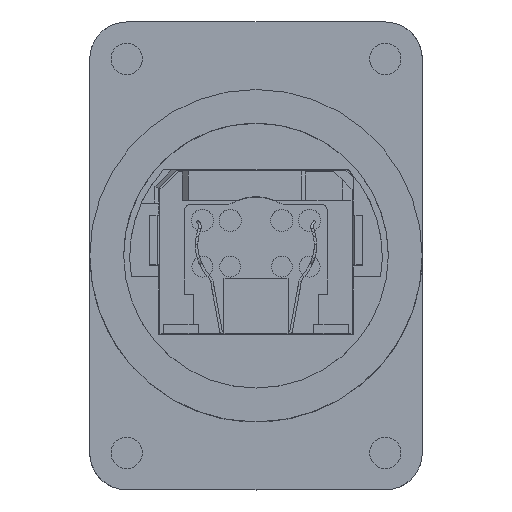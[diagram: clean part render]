
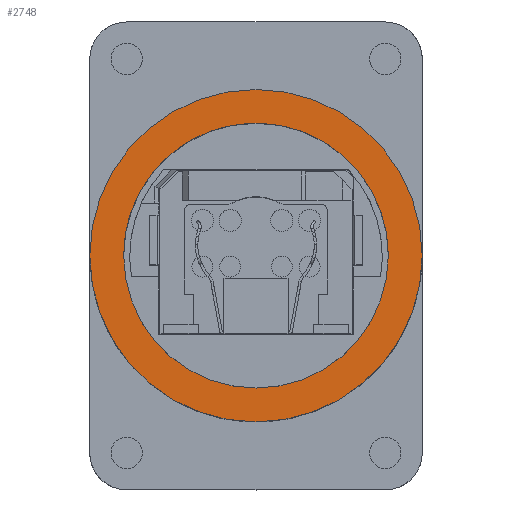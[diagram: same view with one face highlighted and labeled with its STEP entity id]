
A CAD part, top view. The second image highlights one B-rep face of the part: STEP entity #2748.
In plain terms, the highlighted planar face has unit normal (0, 0, 1).
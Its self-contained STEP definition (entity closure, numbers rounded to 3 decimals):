
#2317=AXIS2_PLACEMENT_3D('Circle Axis2P3D',#2315,#2316,$) ;
#2724=AXIS2_PLACEMENT_3D('Plane Axis2P3D',#2721,#2722,#2723) ;
#2728=AXIS2_PLACEMENT_3D('Circle Axis2P3D',#2726,#2727,$) ;
#2737=AXIS2_PLACEMENT_3D('Circle Axis2P3D',#2735,#2736,$) ;
#2276=CARTESIAN_POINT('Vertex',(2.75,19.,25.25)) ;
#2283=CARTESIAN_POINT('Vertex',(24.25,19.,25.25)) ;
#2287=CARTESIAN_POINT('Control Point',(24.25,19.,25.25)) ;
#2288=CARTESIAN_POINT('Control Point',(24.25,20.689,25.25)) ;
#2289=CARTESIAN_POINT('Control Point',(23.918,22.377,25.25)) ;
#2290=CARTESIAN_POINT('Control Point',(23.255,23.979,25.25)) ;
#2291=CARTESIAN_POINT('Control Point',(21.336,26.836,25.25)) ;
#2292=CARTESIAN_POINT('Control Point',(18.479,28.755,25.25)) ;
#2293=CARTESIAN_POINT('Control Point',(16.877,29.418,25.25)) ;
#2294=CARTESIAN_POINT('Control Point',(13.5,30.082,25.25)) ;
#2295=CARTESIAN_POINT('Control Point',(10.123,29.418,25.25)) ;
#2296=CARTESIAN_POINT('Control Point',(8.521,28.755,25.25)) ;
#2297=CARTESIAN_POINT('Control Point',(5.664,26.836,25.25)) ;
#2298=CARTESIAN_POINT('Control Point',(3.745,23.979,25.25)) ;
#2299=CARTESIAN_POINT('Control Point',(3.082,22.377,25.25)) ;
#2300=CARTESIAN_POINT('Control Point',(2.75,20.689,25.25)) ;
#2301=CARTESIAN_POINT('Control Point',(2.75,19.,25.25)) ;
#2315=CARTESIAN_POINT('Axis2P3D Location',(13.5,19.,25.25)) ;
#2721=CARTESIAN_POINT('Axis2P3D Location',(13.5,19.,25.25)) ;
#2726=CARTESIAN_POINT('Axis2P3D Location',(13.5,19.,25.25)) ;
#2730=CARTESIAN_POINT('Vertex',(27.,19.,25.25)) ;
#2732=CARTESIAN_POINT('Vertex',(0.,19.,25.25)) ;
#2735=CARTESIAN_POINT('Axis2P3D Location',(13.5,19.,25.25)) ;
#2316=DIRECTION('Axis2P3D Direction',(0.,0.,1.)) ;
#2722=DIRECTION('Axis2P3D Direction',(0.,0.,1.)) ;
#2723=DIRECTION('Axis2P3D XDirection',(1.,0.,0.)) ;
#2727=DIRECTION('Axis2P3D Direction',(0.,0.,1.)) ;
#2736=DIRECTION('Axis2P3D Direction',(0.,0.,1.)) ;
#2741=ORIENTED_EDGE('',*,*,#2734,.T.) ;
#2742=ORIENTED_EDGE('',*,*,#2739,.T.) ;
#2745=ORIENTED_EDGE('',*,*,#2302,.F.) ;
#2746=ORIENTED_EDGE('',*,*,#2319,.F.) ;
#2747=FACE_BOUND('',#2744,.T.) ;
#2748=ADVANCED_FACE('V1',(#2743,#2747),#2725,.T.) ;
#2286=B_SPLINE_CURVE_WITH_KNOTS('',5,(#2287,#2288,#2289,#2290,#2291,#2292,#2293,#2294,#2295,#2296,#2297,#2298,#2299,#2300,#2301),.UNSPECIFIED.,.F.,.U.,(6,3,3,3,6),(-16.886,-8.443,0.,8.443,16.886),.UNSPECIFIED.) ;
#2318=CIRCLE('generated circle',#2317,10.75) ;
#2729=CIRCLE('generated circle',#2728,13.5) ;
#2738=CIRCLE('generated circle',#2737,13.5) ;
#2302=EDGE_CURVE('',#2284,#2277,#2286,.T.) ;
#2319=EDGE_CURVE('',#2277,#2284,#2318,.T.) ;
#2734=EDGE_CURVE('',#2731,#2733,#2729,.T.) ;
#2739=EDGE_CURVE('',#2733,#2731,#2738,.T.) ;
#2740=EDGE_LOOP('',(#2741,#2742)) ;
#2744=EDGE_LOOP('',(#2745,#2746)) ;
#2743=FACE_OUTER_BOUND('',#2740,.T.) ;
#2725=PLANE('',#2724) ;
#2277=VERTEX_POINT('',#2276) ;
#2284=VERTEX_POINT('',#2283) ;
#2731=VERTEX_POINT('',#2730) ;
#2733=VERTEX_POINT('',#2732) ;
